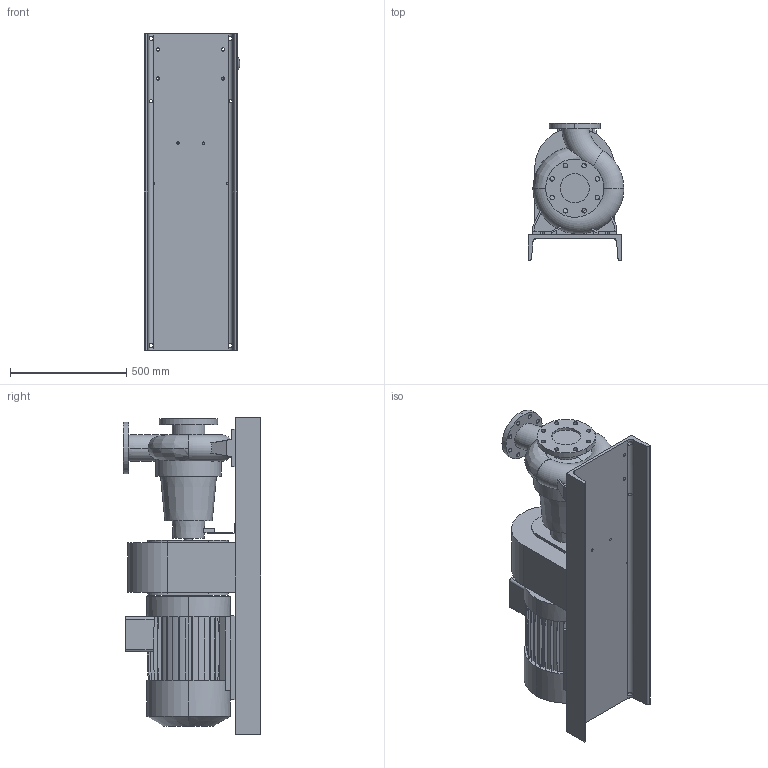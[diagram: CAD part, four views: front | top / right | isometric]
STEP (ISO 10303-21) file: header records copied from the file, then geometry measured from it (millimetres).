
FILE_DESCRIPTION (( 'STEP AP203' ), '1' );
FILE_NAME ('10018071swa00.step', '2023-07-07T12:26:17', ( '' ), ( '' ), 'SwSTEP 2.0', 'SolidWorks 2020', '' );
FILE_SCHEMA (( 'CONFIG_CONTROL_DESIGN' ));
Length unit declared in the file: millimetre
Products named in the file (5): 10018071swa00; 10018097swp00_MCG 25 N 100-200 180; 10012573swp00_440; 10018072swp00_180M 2-6; 10017783swp00_100-200
Assembly tree (4 placements, depth 2):
  10018071swa00
    10017783swp00_100-200
    10018097swp00_MCG 25 N 100-200 180
    10018072swp00_180M 2-6
    10012573swp00_440
Bounding box: 410.8 x 590 x 1360 mm (x, y, z)
Volume: 127781450.4 mm3; surface area: 4643124 mm2
Topology: 6 solids, 7 shells, 558 faces, 1576 edges, 1044 vertices
Faces by surface type: plane 375, cylinder 168, cone 8, torus 5, bspline 2
Entity records: 20729 total; most frequent: CARTESIAN_POINT 5379, ORIENTED_EDGE 3152, DIRECTION 2994, EDGE_CURVE 1576, VECTOR 1150, LINE 1150, VERTEX_POINT 1044, AXIS2_PLACEMENT_3D 922
